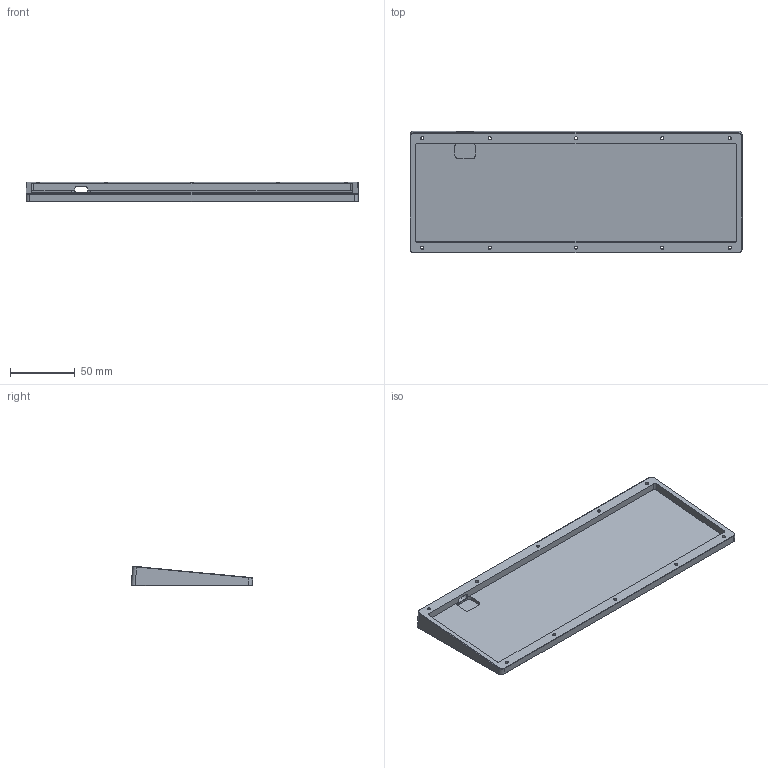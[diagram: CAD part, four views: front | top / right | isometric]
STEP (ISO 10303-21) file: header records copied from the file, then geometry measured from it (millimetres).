
FILE_DESCRIPTION(/* description */ (''),/* implementation_level */ '2;1');
FILE_NAME(/* name */ 'draft1 cnc bottom case.step',/* time_stamp */ '2024-04-04T11:08:30-04:00',/* author */ (''),/* organization */ (''),/* preprocessor_version */ 'ST-DEVELOPER v20',/* originating_system */ 'Autodesk Translation Framework v12.20.1.177',/* authorisation */ '');
FILE_SCHEMA (('AUTOMOTIVE_DESIGN { 1 0 10303 214 3 1 1 }'));
Length unit declared in the file: millimetre
Products named in the file (1): draft1-cnc-prototype 1
Bounding box: 256.7 x 94.22 x 15.11 mm (x, y, z)
Volume: 138143.1 mm3; surface area: 60675.4 mm2
Topology: 1 solids, 1 shells, 146 faces, 346 edges, 208 vertices
Faces by surface type: plane 60, cylinder 48, cone 30, bspline 8
Full cylindrical faces by diameter (mm): 2.5 x10, 4.5 x10
Entity records: 4361 total; most frequent: CARTESIAN_POINT 893, DIRECTION 720, ORIENTED_EDGE 692, EDGE_CURVE 346, AXIS2_PLACEMENT_3D 251, LINE 218, VECTOR 218, VERTEX_POINT 208
